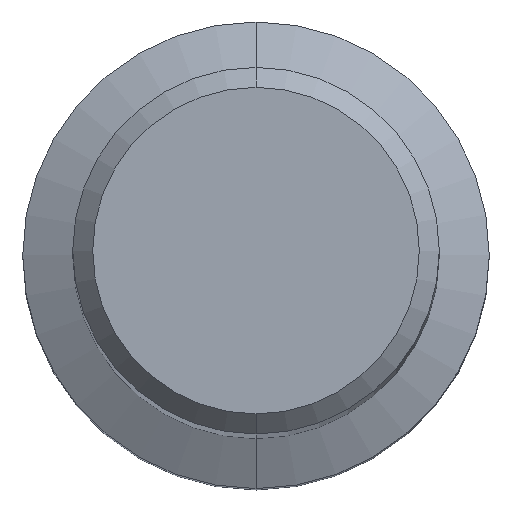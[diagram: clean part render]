
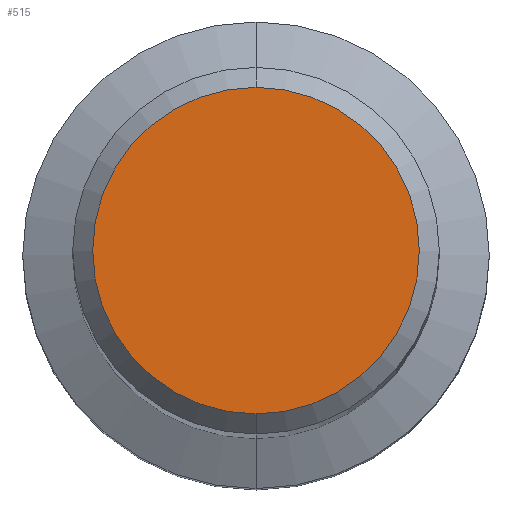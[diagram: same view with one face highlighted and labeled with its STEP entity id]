
A CAD part, top view. The second image highlights one B-rep face of the part: STEP entity #515.
In plain terms, the highlighted planar face has unit normal (0, 0, 1).
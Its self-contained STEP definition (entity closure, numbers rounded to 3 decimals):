
#231=VERTEX_POINT('',#589);
#337=EDGE_CURVE('',#231,#437,#710,.T.);
#391=EDGE_CURVE('',#437,#231,#771,.T.);
#437=VERTEX_POINT('',#820);
#515=ADVANCED_FACE('',(#904),#905,.T.);
#589=CARTESIAN_POINT('',(0.0,4.9,0.0));
#710=CIRCLE('',#1229,4.9);
#771=CIRCLE('',#1326,4.9);
#820=CARTESIAN_POINT('',(0.,-4.9,0.0));
#904=FACE_OUTER_BOUND('',#1621,.T.);
#905=PLANE('',#1622);
#1229=AXIS2_PLACEMENT_3D('',#1872,#1873,#1874);
#1326=AXIS2_PLACEMENT_3D('',#1943,#1944,#1945);
#1621=EDGE_LOOP('',(#2079,#2080));
#1622=AXIS2_PLACEMENT_3D('',#2081,#2082,#2083);
#1872=CARTESIAN_POINT('',(0.0,0.0,0.0));
#1873=DIRECTION('',(0.0,0.0,-1.0));
#1874=DIRECTION('',(0.0,1.0,0.0));
#1943=CARTESIAN_POINT('',(0.0,0.0,0.0));
#1944=DIRECTION('',(0.0,0.0,-1.0));
#1945=DIRECTION('',(0.0,1.0,0.0));
#2079=ORIENTED_EDGE('',*,*,#337,.F.);
#2080=ORIENTED_EDGE('',*,*,#391,.F.);
#2081=CARTESIAN_POINT('',(0.0,2.45,0.0));
#2082=DIRECTION('',(-0.0,0.0,1.0));
#2083=DIRECTION('',(0.0,-1.0,0.0));
